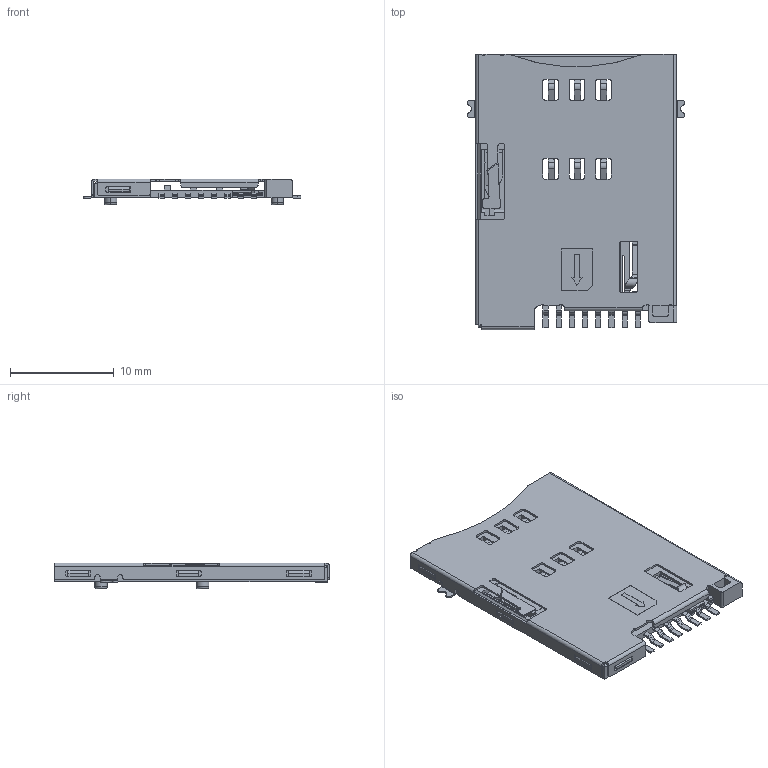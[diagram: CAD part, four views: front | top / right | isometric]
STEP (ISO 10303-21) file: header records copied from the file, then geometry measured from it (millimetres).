
FILE_DESCRIPTION((''),'2;1');
FILE_NAME('475531001','2014-02-27T',('me'),(''),'PRO/ENGINEER BY PARAMETRIC TECHNOLOGY CORPORATION, 2011490','PRO/ENGINEER BY PARAMETRIC TECHNOLOGY CORPORATION, 2011490','');
FILE_SCHEMA(('CONFIG_CONTROL_DESIGN'));
Length unit declared in the file: millimetre
Products named in the file (1): 475531001
Bounding box: 20.95 x 26.5 x 2.5 mm (x, y, z)
Volume: 477.5 mm3; surface area: 2133.9 mm2
Topology: 1 solids, 1 shells, 914 faces, 2590 edges, 1712 vertices
Faces by surface type: plane 637, cylinder 249, bspline 20, torus 6, cone 2
Entity records: 30666 total; most frequent: CARTESIAN_POINT 6570, ORIENTED_EDGE 5092, DIRECTION 4799, EDGE_CURVE 2546, VECTOR 2029, LINE 2029, VERTEX_POINT 1668, AXIS2_PLACEMENT_3D 1385
